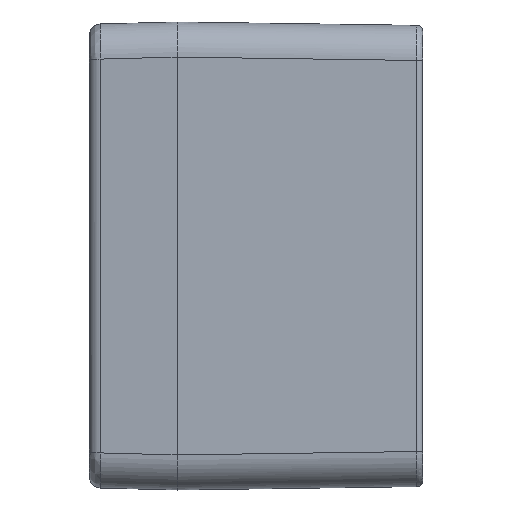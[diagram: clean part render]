
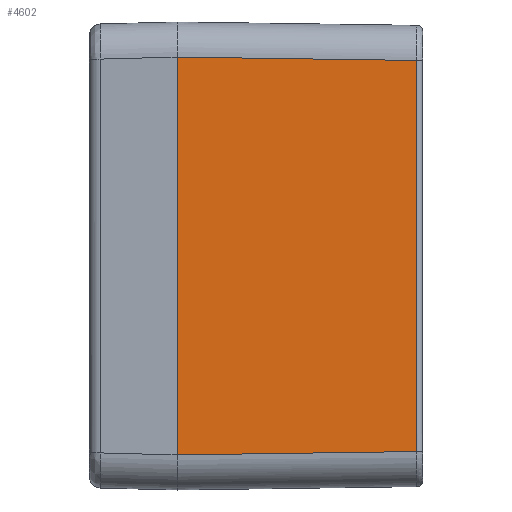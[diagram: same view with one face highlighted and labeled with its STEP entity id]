
A CAD part, left-side view. The second image highlights one B-rep face of the part: STEP entity #4602.
In plain terms, the highlighted planar face has unit normal (-1, -0.014, 0).
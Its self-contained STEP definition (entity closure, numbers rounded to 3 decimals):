
#1498 = EDGE_CURVE ( 'NONE', #7706, #5879, #3143, .T. ) ;
#1604 = EDGE_CURVE ( 'NONE', #5094, #3083, #8034, .T. ) ;
#1612 = CARTESIAN_POINT ( 'NONE',  ( -62.309, 28.329, -33.81 ) ) ;
#1697 = CARTESIAN_POINT ( 'NONE',  ( -61.927, 0.986, -33.428 ) ) ;
#1795 = CARTESIAN_POINT ( 'NONE',  ( -62.5, 42., 34.001 ) ) ;
#1888 = CARTESIAN_POINT ( 'NONE',  ( -62.5, 42., -34.001 ) ) ;
#2437 = ORIENTED_EDGE ( 'NONE', *, *, #1604, .F. ) ;
#2671 = CARTESIAN_POINT ( 'NONE',  ( -61.927, 0.986, -11.142 ) ) ;
#3078 = EDGE_CURVE ( 'NONE', #3083, #7706, #10042, .T. ) ;
#3083 = VERTEX_POINT ( 'NONE', #1795 ) ;
#3143 = B_SPLINE_CURVE_WITH_KNOTS ( 'NONE', 3,
 ( #9822, #9988, #2671, #7643 ),
 .UNSPECIFIED., .F., .F.,
 ( 4, 4 ),
 ( 0., 1. ),
 .UNSPECIFIED. ) ;
#3208 = DIRECTION ( 'NONE',  ( -1., -0.014, 0. ) ) ;
#3254 = EDGE_CURVE ( 'NONE', #5094, #5879, #13625, .T. ) ;
#3438 = FACE_OUTER_BOUND ( 'NONE', #6625, .T. ) ;
#3570 = CARTESIAN_POINT ( 'NONE',  ( -61.927, 0.986, -33.428 ) ) ;
#4192 = DIRECTION ( 'NONE',  ( 0., 0., 1. ) ) ;
#4397 = VECTOR ( 'NONE', #4192, 1000. ) ;
#4562 = PLANE ( 'NONE',  #9538 ) ;
#4602 = ADVANCED_FACE ( 'NONE', ( #3438 ), #4562, .T. ) ;
#5094 = VERTEX_POINT ( 'NONE', #1888 ) ;
#5447 = CARTESIAN_POINT ( 'NONE',  ( -62.309, 28.329, 33.81 ) ) ;
#5879 = VERTEX_POINT ( 'NONE', #3570 ) ;
#6536 = ORIENTED_EDGE ( 'NONE', *, *, #1498, .F. ) ;
#6625 = EDGE_LOOP ( 'NONE', ( #7428, #2437, #14878, #6536 ) ) ;
#7428 = ORIENTED_EDGE ( 'NONE', *, *, #3078, .F. ) ;
#7643 = CARTESIAN_POINT ( 'NONE',  ( -61.927, 0.986, -33.428 ) ) ;
#7706 = VERTEX_POINT ( 'NONE', #14581 ) ;
#7766 = CARTESIAN_POINT ( 'NONE',  ( -62.5, 42., -34.001 ) ) ;
#7862 = CARTESIAN_POINT ( 'NONE',  ( -61.927, 0.986, 33.428 ) ) ;
#8017 = CARTESIAN_POINT ( 'NONE',  ( -62.5, 42., 34.001 ) ) ;
#8034 = LINE ( 'NONE', #10135, #4397 ) ;
#8237 = DIRECTION ( 'NONE',  ( -0.014, 1., 0. ) ) ;
#9033 = CARTESIAN_POINT ( 'NONE',  ( -62.118, 14.657, 33.619 ) ) ;
#9538 = AXIS2_PLACEMENT_3D ( 'NONE', #15285, #3208, #8237 ) ;
#9822 = CARTESIAN_POINT ( 'NONE',  ( -61.927, 0.986, 33.428 ) ) ;
#9988 = CARTESIAN_POINT ( 'NONE',  ( -61.927, 0.986, 11.143 ) ) ;
#10042 = B_SPLINE_CURVE_WITH_KNOTS ( 'NONE', 3,
 ( #8017, #5447, #9033, #7862 ),
 .UNSPECIFIED., .F., .F.,
 ( 4, 4 ),
 ( 0., 1. ),
 .UNSPECIFIED. ) ;
#10135 = CARTESIAN_POINT ( 'NONE',  ( -62.5, 42., -34.001 ) ) ;
#13625 = B_SPLINE_CURVE_WITH_KNOTS ( 'NONE', 3,
 ( #7766, #1612, #13699, #1697 ),
 .UNSPECIFIED., .F., .F.,
 ( 4, 4 ),
 ( 0., 1. ),
 .UNSPECIFIED. ) ;
#13699 = CARTESIAN_POINT ( 'NONE',  ( -62.118, 14.657, -33.619 ) ) ;
#14581 = CARTESIAN_POINT ( 'NONE',  ( -61.927, 0.986, 33.428 ) ) ;
#14878 = ORIENTED_EDGE ( 'NONE', *, *, #3254, .T. ) ;
#15285 = CARTESIAN_POINT ( 'NONE',  ( -62.5, 42., -42.959 ) ) ;
